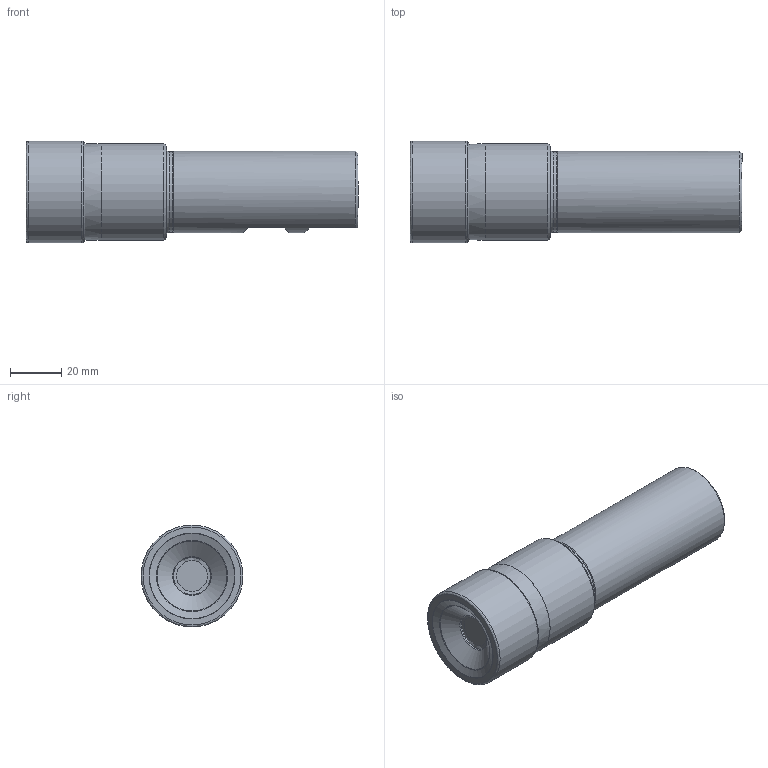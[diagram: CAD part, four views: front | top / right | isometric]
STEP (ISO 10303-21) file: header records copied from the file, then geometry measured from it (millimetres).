
FILE_DESCRIPTION(/* description */ (''),/* implementation_level */ '2;1');
FILE_NAME(/* name */ 'empx-040-xp32-ap22-03c_stp.stp',/* time_stamp */ '2024-11-12T14:37:45+08:00',/* author */ (''),/* organization */ (''),/* preprocessor_version */ 'ST-DEVELOPER v19.4',/* originating_system */ 'SIEMENS PLM Software NX2306.8900',/* authorisation */ '');
FILE_SCHEMA (('AUTOMOTIVE_DESIGN { 1 0 10303 214 3 1 1 1 }'));
Length unit declared in the file: millimetre
Products named in the file (1): empx-040-xp32-ap22-03c_stp_objects
Bounding box: 130 x 39.9 x 39.9 mm (x, y, z)
Volume: 139465 mm3; surface area: 23878.7 mm2
Topology: 2 solids, 2 shells, 43 faces, 93 edges, 53 vertices
Faces by surface type: revolution 18, plane 8, cone 8, cylinder 4, torus 4, bspline 1
Full cylindrical faces by diameter (mm): 6 x1, 31.4 x1, 32 x1, 38 x1
Entity records: 1083 total; most frequent: CARTESIAN_POINT 281, DIRECTION 156, ORIENTED_EDGE 100, EDGE_LOOP 79, FACE_BOUND 73, AXIS2_PLACEMENT_3D 65, EDGE_CURVE 50, VERTEX_POINT 46
